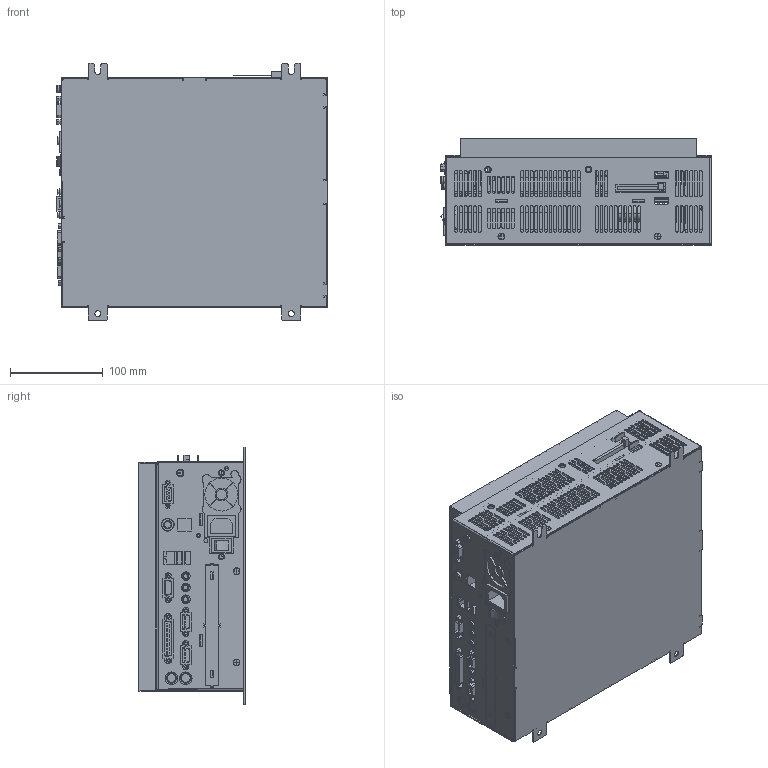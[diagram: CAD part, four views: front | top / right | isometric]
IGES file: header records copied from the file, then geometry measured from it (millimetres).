
Start section:  PTC IGES file: back_assy_830_sw0009.igs
Global section: file name: back_assy_830_sw0009.igs; native system: Pro/ENGINEER by Parametric Technology Corporation; preprocessor: 2004130; author: srollman; organization: Unknown; date: 070403.161123; units: inch
Bounding box: 291.76 x 114.22 x 276.99 mm (x, y, z)
Surface area: 865091.8 mm2 (no closed solid volume)
Topology: 0 solids, 0 shells, 987 faces, 9782 edges, 9776 vertices
Faces by surface type: bspline 780, revolution 207
